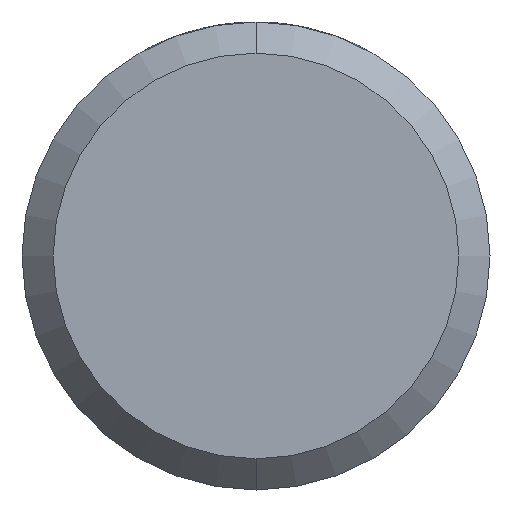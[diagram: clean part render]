
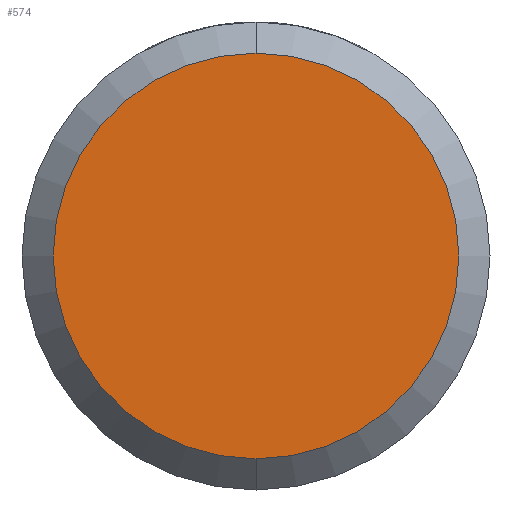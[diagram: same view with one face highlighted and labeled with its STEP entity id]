
A CAD part, front view. The second image highlights one B-rep face of the part: STEP entity #574.
In plain terms, the highlighted planar face has unit normal (0, -1, 0).
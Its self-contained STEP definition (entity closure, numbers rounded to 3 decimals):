
#195 = ORIENTED_EDGE ( 'NONE', *, *, #2038, .T. ) ;
#329 = FACE_OUTER_BOUND ( 'NONE', #1801, .T. ) ;
#545 = CIRCLE ( 'NONE', #2891, 1.3 ) ;
#574 = ADVANCED_FACE ( 'Defeature ausgef�hrt2_2', ( #329 ), #2775, .F. ) ;
#586 = DIRECTION ( 'NONE',  ( 0., 1., 0. ) ) ;
#703 = CARTESIAN_POINT ( 'NONE',  ( 0., -45., 0. ) ) ;
#1018 = VERTEX_POINT ( 'NONE', #2585 ) ;
#1248 = DIRECTION ( 'NONE',  ( 0., -1., 0. ) ) ;
#1466 = CARTESIAN_POINT ( 'NONE',  ( 0., -45., 0. ) ) ;
#1648 = EDGE_CURVE ( 'Defeature ausgef�hrt2_2+Defeature ausgef�hrt2_1+Defeature ausgef�hrt2_1+Defeature ausgef�hrt2_1', #1018, #1961, #2764, .T. ) ;
#1797 = AXIS2_PLACEMENT_3D ( 'NONE', #703, #1248, #2877 ) ;
#1801 = EDGE_LOOP ( 'NONE', ( #195, #3277 ) ) ;
#1961 = VERTEX_POINT ( 'NONE', #2501 ) ;
#2038 = EDGE_CURVE ( 'Defeature ausgef�hrt2_2+Defeature ausgef�hrt2_1+Defeature ausgef�hrt2_1+Defeature ausgef�hrt2_1', #1961, #1018, #545, .T. ) ;
#2117 = AXIS2_PLACEMENT_3D ( 'NONE', #2238, #586, #3057 ) ;
#2238 = CARTESIAN_POINT ( 'NONE',  ( 0., -45., 0. ) ) ;
#2501 = CARTESIAN_POINT ( 'NONE',  ( 0., -45., 1.3 ) ) ;
#2585 = CARTESIAN_POINT ( 'NONE',  ( 0., -45., -1.3 ) ) ;
#2764 = CIRCLE ( 'NONE', #1797, 1.3 ) ;
#2775 = PLANE ( 'NONE',  #2117 ) ;
#2843 = DIRECTION ( 'NONE',  ( 0., 0., 1. ) ) ;
#2877 = DIRECTION ( 'NONE',  ( 0., 0., 1. ) ) ;
#2891 = AXIS2_PLACEMENT_3D ( 'NONE', #1466, #3124, #2843 ) ;
#3057 = DIRECTION ( 'NONE',  ( 0., 0., 1. ) ) ;
#3124 = DIRECTION ( 'NONE',  ( 0., -1., 0. ) ) ;
#3277 = ORIENTED_EDGE ( 'NONE', *, *, #1648, .T. ) ;
